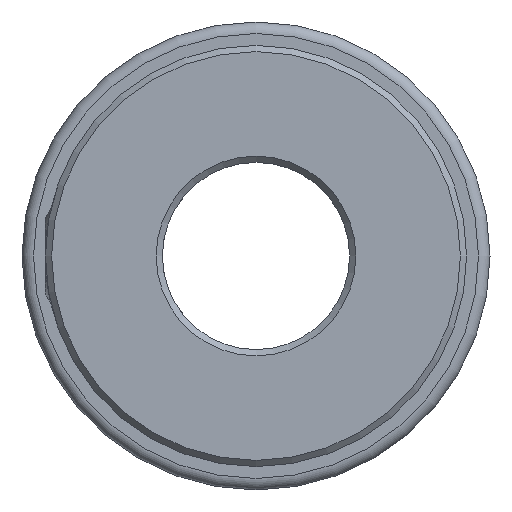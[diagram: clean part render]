
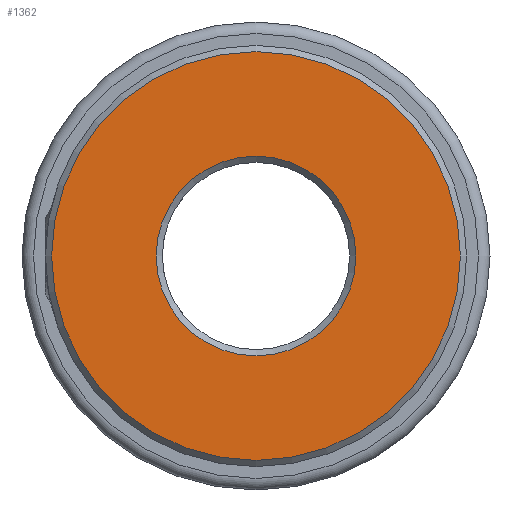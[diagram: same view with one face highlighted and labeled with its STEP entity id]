
A CAD part, left-side view. The second image highlights one B-rep face of the part: STEP entity #1362.
In plain terms, the highlighted planar face has unit normal (-1, 0, 0).
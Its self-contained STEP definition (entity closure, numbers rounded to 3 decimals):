
#142=PLANE('',#1505);
#234=ORIENTED_EDGE('',*,*,#526,.F.);
#235=ORIENTED_EDGE('',*,*,#527,.T.);
#526=EDGE_CURVE('',#670,#670,#798,.T.);
#527=EDGE_CURVE('',#671,#671,#799,.T.);
#670=VERTEX_POINT('',#2294);
#671=VERTEX_POINT('',#2296);
#798=CIRCLE('',#1506,6.55);
#799=CIRCLE('',#1507,3.2);
#904=EDGE_LOOP('',(#234));
#905=EDGE_LOOP('',(#235));
#1128=FACE_BOUND('',#904,.T.);
#1129=FACE_BOUND('',#905,.T.);
#1362=ADVANCED_FACE('',(#1128,#1129),#142,.F.);
#1505=AXIS2_PLACEMENT_3D('',#2292,#1747,#1748);
#1506=AXIS2_PLACEMENT_3D('',#2293,#1749,#1750);
#1507=AXIS2_PLACEMENT_3D('',#2295,#1751,#1752);
#1747=DIRECTION('',(1.,0.,0.));
#1748=DIRECTION('',(0.,0.,-1.));
#1749=DIRECTION('',(1.,0.,0.));
#1750=DIRECTION('',(0.,0.,-1.));
#1751=DIRECTION('',(1.,0.,0.));
#1752=DIRECTION('',(0.,0.,-1.));
#2292=CARTESIAN_POINT('',(0.,0.,0.));
#2293=CARTESIAN_POINT('',(0.,0.,0.));
#2294=CARTESIAN_POINT('',(0.,0.,-6.55));
#2295=CARTESIAN_POINT('',(0.,0.,0.));
#2296=CARTESIAN_POINT('',(0.,0.,-3.2));
